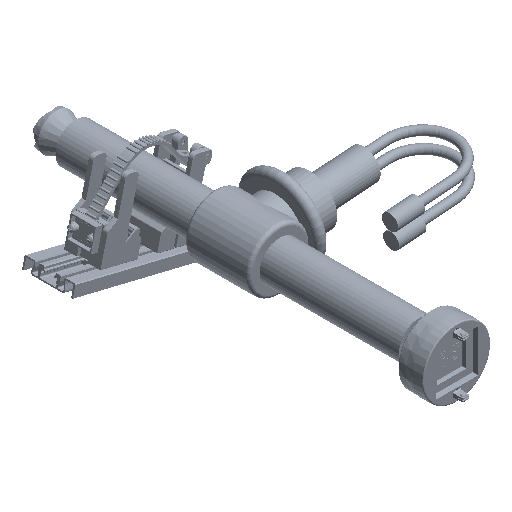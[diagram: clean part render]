
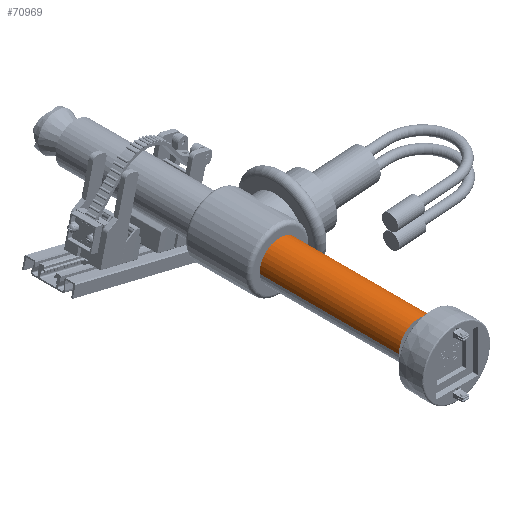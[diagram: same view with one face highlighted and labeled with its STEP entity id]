
A CAD part, isometric view. The second image highlights one B-rep face of the part: STEP entity #70969.
In plain terms, the highlighted cylindrical face has radius 37.306 mm (diameter 74.613 mm), a partial arc.
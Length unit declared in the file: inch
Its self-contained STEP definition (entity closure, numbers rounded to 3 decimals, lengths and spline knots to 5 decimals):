
#6406 = EDGE_CURVE ( 'NONE', #56427, #60547, #24700, .T. ) ;
#6830 = CARTESIAN_POINT ( 'NONE',  ( 0., 12.69685, 0. ) ) ;
#8263 = DIRECTION ( 'NONE',  ( -1., 0., 0. ) ) ;
#15730 = CARTESIAN_POINT ( 'NONE',  ( -1.46875, -12.69685, 0. ) ) ;
#21638 = ORIENTED_EDGE ( 'NONE', *, *, #88353, .T. ) ;
#24700 = CIRCLE ( 'NONE', #107856, 1.46875 ) ;
#25345 = EDGE_LOOP ( 'NONE', ( #63027, #21638, #31242, #99072 ) ) ;
#25385 = DIRECTION ( 'NONE',  ( -1., 0., 0. ) ) ;
#30912 = CARTESIAN_POINT ( 'NONE',  ( 1.46875, 12.69685, 0. ) ) ;
#31242 = ORIENTED_EDGE ( 'NONE', *, *, #6406, .F. ) ;
#40716 = CARTESIAN_POINT ( 'NONE',  ( 0., -2.40157, 0. ) ) ;
#49064 = EDGE_CURVE ( 'NONE', #89124, #98702, #114614, .T. ) ;
#50272 = CARTESIAN_POINT ( 'NONE',  ( -1.46875, 12.69685, 0. ) ) ;
#50286 = DIRECTION ( 'NONE',  ( -1., 0., 0. ) ) ;
#50696 = AXIS2_PLACEMENT_3D ( 'NONE', #121720, #64960, #8263 ) ;
#56427 = VERTEX_POINT ( 'NONE', #102043 ) ;
#58623 = FACE_OUTER_BOUND ( 'NONE', #25345, .T. ) ;
#60454 = AXIS2_PLACEMENT_3D ( 'NONE', #6830, #91666, #25385 ) ;
#60547 = VERTEX_POINT ( 'NONE', #116677 ) ;
#63027 = ORIENTED_EDGE ( 'NONE', *, *, #49064, .T. ) ;
#64960 = DIRECTION ( 'NONE',  ( 0., 1., 0. ) ) ;
#70969 = ADVANCED_FACE ( 'NONE', ( #58623 ), #106022, .T. ) ;
#88353 = EDGE_CURVE ( 'NONE', #98702, #60547, #118538, .T. ) ;
#88678 = LINE ( 'NONE', #50272, #110939 ) ;
#89124 = VERTEX_POINT ( 'NONE', #15730 ) ;
#91666 = DIRECTION ( 'NONE',  ( 0., 1., 0. ) ) ;
#93347 = VECTOR ( 'NONE', #97170, 39.37008 ) ;
#97170 = DIRECTION ( 'NONE',  ( 0., 1., 0. ) ) ;
#98702 = VERTEX_POINT ( 'NONE', #105679 ) ;
#99072 = ORIENTED_EDGE ( 'NONE', *, *, #105279, .F. ) ;
#102043 = CARTESIAN_POINT ( 'NONE',  ( -1.46875, -2.40157, 0. ) ) ;
#105279 = EDGE_CURVE ( 'NONE', #89124, #56427, #88678, .T. ) ;
#105679 = CARTESIAN_POINT ( 'NONE',  ( 1.46875, -12.69685, 0. ) ) ;
#106022 = CYLINDRICAL_SURFACE ( 'NONE', #60454, 1.46875 ) ;
#107000 = DIRECTION ( 'NONE',  ( 0., 1., 0. ) ) ;
#107856 = AXIS2_PLACEMENT_3D ( 'NONE', #40716, #107000, #50286 ) ;
#110939 = VECTOR ( 'NONE', #116527, 39.37008 ) ;
#114614 = CIRCLE ( 'NONE', #50696, 1.46875 ) ;
#116527 = DIRECTION ( 'NONE',  ( 0., 1., 0. ) ) ;
#116677 = CARTESIAN_POINT ( 'NONE',  ( 1.46875, -2.40157, 0. ) ) ;
#118538 = LINE ( 'NONE', #30912, #93347 ) ;
#121720 = CARTESIAN_POINT ( 'NONE',  ( 0., -12.69685, 0. ) ) ;
